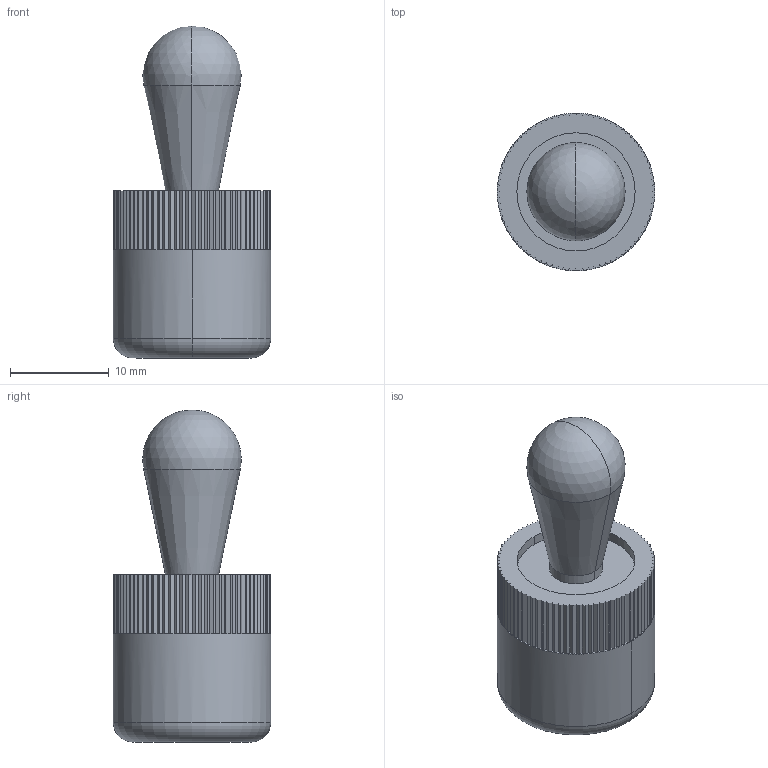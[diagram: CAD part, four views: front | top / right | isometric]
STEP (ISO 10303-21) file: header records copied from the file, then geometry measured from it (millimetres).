
FILE_DESCRIPTION(('STEP AP214'),'1');
FILE_NAME(' ',' ',('TraceParts'),('TraceParts S.A.'),'XStep 1.0',' ',' ');
FILE_SCHEMA(('automotive_design'));
Length unit declared in the file: millimetre
Products named in the file (2): 1; 2
Bounding box: 16 x 16 x 33.7 mm (x, y, z)
Volume: 1977.4 mm3; surface area: 2800.9 mm2
Topology: 2 solids, 2 shells, 584 faces, 1566 edges, 987 vertices
Faces by surface type: plane 406, cylinder 170, torus 4, cone 2, sphere 2
Entity records: 35598 total; most frequent: DIRECTION 3248, STYLED_ITEM 3137, PRESENTATION_STYLE_ASSIGNMENT 3137, CARTESIAN_POINT 3137, COLOUR_RGB 3137, ORIENTED_EDGE 3128, EDGE_CURVE 1564, CURVE_STYLE 1564
